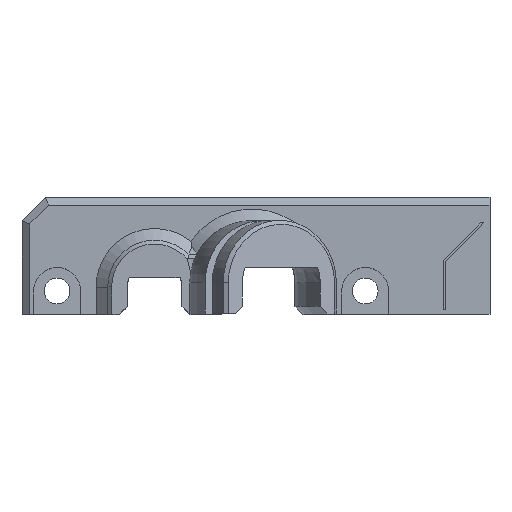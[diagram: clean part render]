
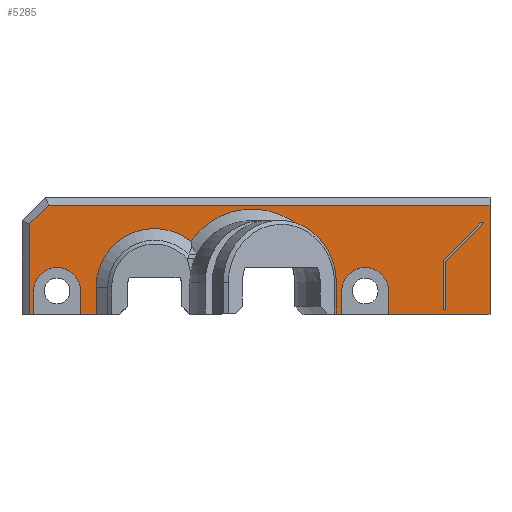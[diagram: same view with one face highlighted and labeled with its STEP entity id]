
A CAD part, top view. The second image highlights one B-rep face of the part: STEP entity #5285.
In plain terms, the highlighted planar face has unit normal (0, 0, 1).
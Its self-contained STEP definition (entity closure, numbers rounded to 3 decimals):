
#30=FACE_BOUND('',#698,.T.);
#236=CIRCLE('',#5679,3.);
#237=CIRCLE('',#5680,7.5);
#238=CIRCLE('',#5681,9.5);
#239=CIRCLE('',#5682,3.);
#410=FACE_OUTER_BOUND('',#697,.T.);
#697=EDGE_LOOP('',(#3800,#3801,#3802,#3803,#3804,#3805,#3806,#3807,#3808,
#3809,#3810,#3811,#3812,#3813,#3814,#3815,#3816,#3817));
#698=EDGE_LOOP('',(#3818,#3819,#3820,#3821,#3822,#3823));
#1095=LINE('',#8411,#1643);
#1096=LINE('',#8413,#1644);
#1097=LINE('',#8415,#1645);
#1098=LINE('',#8417,#1646);
#1099=LINE('',#8419,#1647);
#1100=LINE('',#8421,#1648);
#1101=LINE('',#8425,#1649);
#1102=LINE('',#8427,#1650);
#1103=LINE('',#8429,#1651);
#1104=LINE('',#8435,#1652);
#1105=LINE('',#8437,#1653);
#1106=LINE('',#8439,#1654);
#1107=LINE('',#8443,#1655);
#1108=LINE('',#8444,#1656);
#1109=LINE('',#8447,#1657);
#1110=LINE('',#8449,#1658);
#1111=LINE('',#8451,#1659);
#1112=LINE('',#8453,#1660);
#1113=LINE('',#8455,#1661);
#1114=LINE('',#8456,#1662);
#1643=VECTOR('',#6423,10.);
#1644=VECTOR('',#6424,10.);
#1645=VECTOR('',#6425,10.);
#1646=VECTOR('',#6426,10.);
#1647=VECTOR('',#6427,10.);
#1648=VECTOR('',#6428,10.);
#1649=VECTOR('',#6431,10.);
#1650=VECTOR('',#6432,10.);
#1651=VECTOR('',#6433,10.);
#1652=VECTOR('',#6438,10.);
#1653=VECTOR('',#6439,10.);
#1654=VECTOR('',#6440,10.);
#1655=VECTOR('',#6443,10.);
#1656=VECTOR('',#6444,10.);
#1657=VECTOR('',#6445,10.);
#1658=VECTOR('',#6446,10.);
#1659=VECTOR('',#6447,10.);
#1660=VECTOR('',#6448,10.);
#1661=VECTOR('',#6449,10.);
#1662=VECTOR('',#6450,10.);
#2281=VERTEX_POINT('',#8409);
#2282=VERTEX_POINT('',#8410);
#2283=VERTEX_POINT('',#8412);
#2284=VERTEX_POINT('',#8414);
#2285=VERTEX_POINT('',#8416);
#2286=VERTEX_POINT('',#8418);
#2287=VERTEX_POINT('',#8420);
#2288=VERTEX_POINT('',#8422);
#2289=VERTEX_POINT('',#8424);
#2290=VERTEX_POINT('',#8426);
#2291=VERTEX_POINT('',#8428);
#2292=VERTEX_POINT('',#8430);
#2293=VERTEX_POINT('',#8432);
#2294=VERTEX_POINT('',#8434);
#2295=VERTEX_POINT('',#8436);
#2296=VERTEX_POINT('',#8438);
#2297=VERTEX_POINT('',#8440);
#2298=VERTEX_POINT('',#8442);
#2299=VERTEX_POINT('',#8445);
#2300=VERTEX_POINT('',#8446);
#2301=VERTEX_POINT('',#8448);
#2302=VERTEX_POINT('',#8450);
#2303=VERTEX_POINT('',#8452);
#2304=VERTEX_POINT('',#8454);
#2871=EDGE_CURVE('',#2281,#2282,#1095,.T.);
#2872=EDGE_CURVE('',#2283,#2282,#1096,.T.);
#2873=EDGE_CURVE('',#2284,#2283,#1097,.T.);
#2874=EDGE_CURVE('',#2285,#2284,#1098,.T.);
#2875=EDGE_CURVE('',#2285,#2286,#1099,.T.);
#2876=EDGE_CURVE('',#2286,#2287,#1100,.T.);
#2877=EDGE_CURVE('',#2287,#2288,#236,.T.);
#2878=EDGE_CURVE('',#2288,#2289,#1101,.T.);
#2879=EDGE_CURVE('',#2289,#2290,#1102,.T.);
#2880=EDGE_CURVE('',#2291,#2290,#1103,.T.);
#2881=EDGE_CURVE('',#2292,#2291,#237,.T.);
#2882=EDGE_CURVE('',#2293,#2292,#238,.T.);
#2883=EDGE_CURVE('',#2294,#2293,#1104,.T.);
#2884=EDGE_CURVE('',#2294,#2295,#1105,.T.);
#2885=EDGE_CURVE('',#2295,#2296,#1106,.T.);
#2886=EDGE_CURVE('',#2296,#2297,#239,.T.);
#2887=EDGE_CURVE('',#2297,#2298,#1107,.T.);
#2888=EDGE_CURVE('',#2298,#2281,#1108,.T.);
#2889=EDGE_CURVE('',#2299,#2300,#1109,.T.);
#2890=EDGE_CURVE('',#2300,#2301,#1110,.T.);
#2891=EDGE_CURVE('',#2301,#2302,#1111,.T.);
#2892=EDGE_CURVE('',#2302,#2303,#1112,.T.);
#2893=EDGE_CURVE('',#2303,#2304,#1113,.T.);
#2894=EDGE_CURVE('',#2304,#2299,#1114,.T.);
#3800=ORIENTED_EDGE('',*,*,#2871,.T.);
#3801=ORIENTED_EDGE('',*,*,#2872,.F.);
#3802=ORIENTED_EDGE('',*,*,#2873,.F.);
#3803=ORIENTED_EDGE('',*,*,#2874,.F.);
#3804=ORIENTED_EDGE('',*,*,#2875,.T.);
#3805=ORIENTED_EDGE('',*,*,#2876,.T.);
#3806=ORIENTED_EDGE('',*,*,#2877,.T.);
#3807=ORIENTED_EDGE('',*,*,#2878,.T.);
#3808=ORIENTED_EDGE('',*,*,#2879,.T.);
#3809=ORIENTED_EDGE('',*,*,#2880,.F.);
#3810=ORIENTED_EDGE('',*,*,#2881,.F.);
#3811=ORIENTED_EDGE('',*,*,#2882,.F.);
#3812=ORIENTED_EDGE('',*,*,#2883,.F.);
#3813=ORIENTED_EDGE('',*,*,#2884,.T.);
#3814=ORIENTED_EDGE('',*,*,#2885,.T.);
#3815=ORIENTED_EDGE('',*,*,#2886,.T.);
#3816=ORIENTED_EDGE('',*,*,#2887,.T.);
#3817=ORIENTED_EDGE('',*,*,#2888,.T.);
#3818=ORIENTED_EDGE('',*,*,#2889,.T.);
#3819=ORIENTED_EDGE('',*,*,#2890,.T.);
#3820=ORIENTED_EDGE('',*,*,#2891,.T.);
#3821=ORIENTED_EDGE('',*,*,#2892,.T.);
#3822=ORIENTED_EDGE('',*,*,#2893,.T.);
#3823=ORIENTED_EDGE('',*,*,#2894,.T.);
#5057=PLANE('',#5678);
#5285=ADVANCED_FACE('',(#410,#30),#5057,.T.);
#5678=AXIS2_PLACEMENT_3D('',#8408,#6421,#6422);
#5679=AXIS2_PLACEMENT_3D('',#8423,#6429,#6430);
#5680=AXIS2_PLACEMENT_3D('',#8431,#6434,#6435);
#5681=AXIS2_PLACEMENT_3D('',#8433,#6436,#6437);
#5682=AXIS2_PLACEMENT_3D('',#8441,#6441,#6442);
#6421=DIRECTION('center_axis',(0.,0.,1.));
#6422=DIRECTION('ref_axis',(1.,0.,0.));
#6423=DIRECTION('',(0.,1.,0.));
#6424=DIRECTION('',(1.,0.,0.));
#6425=DIRECTION('',(0.707,0.707,0.));
#6426=DIRECTION('',(0.,1.,0.));
#6427=DIRECTION('',(1.,0.,0.));
#6428=DIRECTION('',(0.,1.,0.));
#6429=DIRECTION('center_axis',(0.,0.,-1.));
#6430=DIRECTION('ref_axis',(1.,0.,0.));
#6431=DIRECTION('',(0.,-1.,0.));
#6432=DIRECTION('',(1.,0.,0.));
#6433=DIRECTION('',(0.,-1.,0.));
#6434=DIRECTION('center_axis',(0.,0.,1.));
#6435=DIRECTION('ref_axis',(-1.,0.,0.));
#6436=DIRECTION('center_axis',(0.,0.,1.));
#6437=DIRECTION('ref_axis',(1.,0.,0.));
#6438=DIRECTION('',(0.,1.,0.));
#6439=DIRECTION('',(1.,0.,0.));
#6440=DIRECTION('',(0.,1.,0.));
#6441=DIRECTION('center_axis',(0.,0.,-1.));
#6442=DIRECTION('ref_axis',(1.,0.,0.));
#6443=DIRECTION('',(0.,-1.,0.));
#6444=DIRECTION('',(1.,0.,0.));
#6445=DIRECTION('',(0.707,0.707,0.));
#6446=DIRECTION('',(1.,0.,0.));
#6447=DIRECTION('',(-0.707,-0.707,0.));
#6448=DIRECTION('',(0.,-1.,0.));
#6449=DIRECTION('',(-1.,0.,0.));
#6450=DIRECTION('',(0.,1.,0.));
#8408=CARTESIAN_POINT('Origin',(32.75,5.5,5.));
#8409=CARTESIAN_POINT('',(35.75,0.,5.));
#8410=CARTESIAN_POINT('',(35.75,14.,5.));
#8411=CARTESIAN_POINT('',(35.75,0.,5.));
#8412=CARTESIAN_POINT('',(-20.836,14.,5.));
#8413=CARTESIAN_POINT('',(-12.125,14.,5.));
#8414=CARTESIAN_POINT('',(-23.25,11.586,5.));
#8415=CARTESIAN_POINT('',(-25.793,9.043,5.));
#8416=CARTESIAN_POINT('',(-23.25,0.,5.));
#8417=CARTESIAN_POINT('',(-23.25,0.,5.));
#8418=CARTESIAN_POINT('',(-22.75,0.,5.));
#8419=CARTESIAN_POINT('',(-24.25,0.,5.));
#8420=CARTESIAN_POINT('',(-22.75,3.,5.));
#8421=CARTESIAN_POINT('',(-22.75,0.,5.));
#8422=CARTESIAN_POINT('',(-16.75,3.,5.));
#8423=CARTESIAN_POINT('Origin',(-19.75,3.,5.));
#8424=CARTESIAN_POINT('',(-16.75,0.,5.));
#8425=CARTESIAN_POINT('',(-16.75,1.5,5.));
#8426=CARTESIAN_POINT('',(-14.75,0.,5.));
#8427=CARTESIAN_POINT('',(-24.25,0.,5.));
#8428=CARTESIAN_POINT('',(-14.75,3.5,5.));
#8429=CARTESIAN_POINT('',(-14.75,1.75,5.));
#8430=CARTESIAN_POINT('',(-2.585,9.373,5.));
#8431=CARTESIAN_POINT('Origin',(-7.25,3.5,5.));
#8432=CARTESIAN_POINT('',(14.75,4.,5.));
#8433=CARTESIAN_POINT('Origin',(5.25,4.,5.));
#8434=CARTESIAN_POINT('',(14.75,0.,5.));
#8435=CARTESIAN_POINT('',(14.75,0.,5.));
#8436=CARTESIAN_POINT('',(16.75,0.,5.));
#8437=CARTESIAN_POINT('',(-24.25,0.,5.));
#8438=CARTESIAN_POINT('',(16.75,3.,5.));
#8439=CARTESIAN_POINT('',(16.75,0.,5.));
#8440=CARTESIAN_POINT('',(22.75,3.,5.));
#8441=CARTESIAN_POINT('Origin',(19.75,3.,5.));
#8442=CARTESIAN_POINT('',(22.75,0.,5.));
#8443=CARTESIAN_POINT('',(22.75,1.5,5.));
#8444=CARTESIAN_POINT('',(-24.25,0.,5.));
#8445=CARTESIAN_POINT('',(29.75,6.914,5.));
#8446=CARTESIAN_POINT('',(34.55,11.714,5.));
#8447=CARTESIAN_POINT('',(30.146,7.311,5.));
#8448=CARTESIAN_POINT('',(34.974,11.714,5.));
#8449=CARTESIAN_POINT('',(34.55,11.714,5.));
#8450=CARTESIAN_POINT('',(30.05,6.79,5.));
#8451=CARTESIAN_POINT('',(30.403,7.142,5.));
#8452=CARTESIAN_POINT('',(30.05,0.6,5.));
#8453=CARTESIAN_POINT('',(30.05,2.617,5.));
#8454=CARTESIAN_POINT('',(29.75,0.6,5.));
#8455=CARTESIAN_POINT('',(30.05,0.6,5.));
#8456=CARTESIAN_POINT('',(29.75,2.617,5.));
